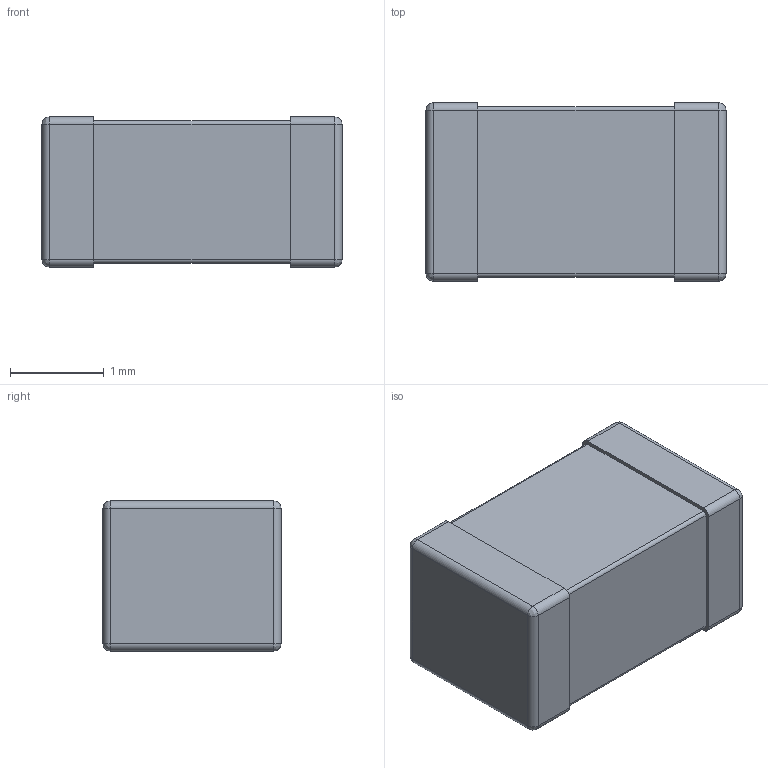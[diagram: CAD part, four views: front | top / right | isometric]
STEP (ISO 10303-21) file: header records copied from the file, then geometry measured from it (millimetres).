
FILE_DESCRIPTION (( 'STEP AP214' ), '1' );
FILE_NAME ('GRM31CR61E476ME44K.STEP', '2023-08-08T22:52:12', ( '' ), ( '' ), 'SwSTEP 2.0', 'SolidWorks 2021', '' );
FILE_SCHEMA (( 'AUTOMOTIVE_DESIGN' ));
Length unit declared in the file: millimetre
Products named in the file (1): GRM31CR61E476ME44K
Bounding box: 3.2 x 1.9 x 1.6 mm (x, y, z)
Volume: 9.1 mm3; surface area: 38.6 mm2
Topology: 3 solids, 3 shells, 46 faces, 104 edges, 56 vertices
Faces by surface type: cylinder 20, plane 18, bspline 8
Entity records: 1348 total; most frequent: CARTESIAN_POINT 319, DIRECTION 214, ORIENTED_EDGE 192, EDGE_CURVE 96, AXIS2_PLACEMENT_3D 79, LINE 56, VECTOR 56, VERTEX_POINT 56
